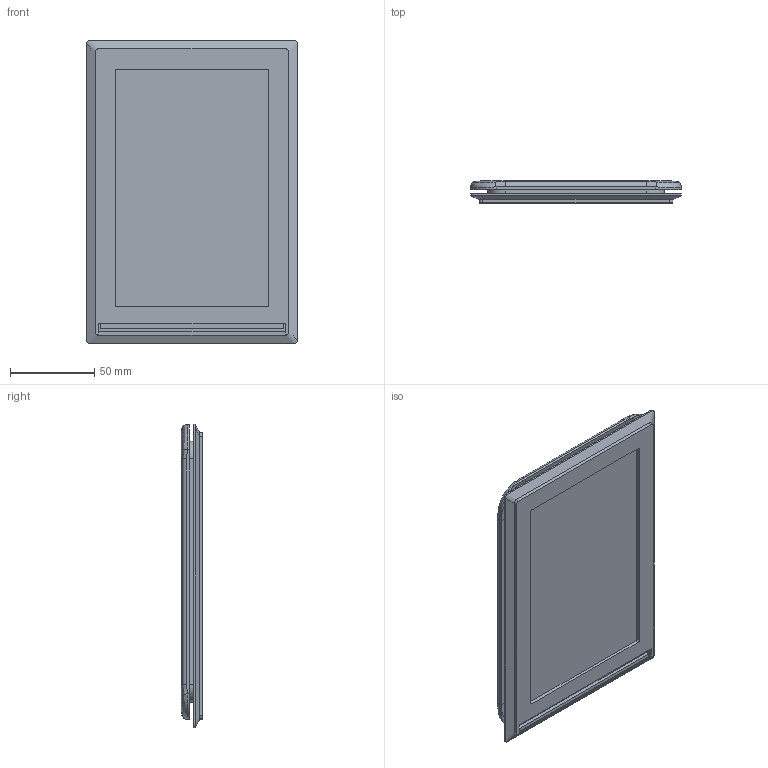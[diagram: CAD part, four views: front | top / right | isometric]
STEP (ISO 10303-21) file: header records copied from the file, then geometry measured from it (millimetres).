
FILE_DESCRIPTION (( 'STEP AP203' ), '1' );
FILE_NAME ('C-164-11_.STEP', '2008-10-23T06:43:00', ( ' ' ), ( ' ' ), 'SwSTEP 2.0', 'SolidWorks 2007', '' );
FILE_SCHEMA (( 'CONFIG_CONTROL_DESIGN' ));
Length unit declared in the file: millimetre
Products named in the file (3): C-164-11乣12憢榞_C-164-12; C-164-11_; C-164-11乣12傾僋儕儖斅_C-164-12
Assembly tree (2 placements, depth 2):
  C-164-11_
    C-164-11乣12憢榞_C-164-12
    C-164-11乣12傾僋儕儖斅_C-164-12
Bounding box: 125 x 12.94 x 180 mm (x, y, z)
Volume: 103201.5 mm3; surface area: 89438.1 mm2
Topology: 2 solids, 2 shells, 125 faces, 293 edges, 172 vertices
Faces by surface type: plane 51, cylinder 44, bspline 14, torus 12, cone 4
Entity records: 4702 total; most frequent: CARTESIAN_POINT 1595, DIRECTION 591, ORIENTED_EDGE 586, EDGE_CURVE 293, AXIS2_PLACEMENT_3D 212, VERTEX_POINT 172, VECTOR 167, LINE 167
